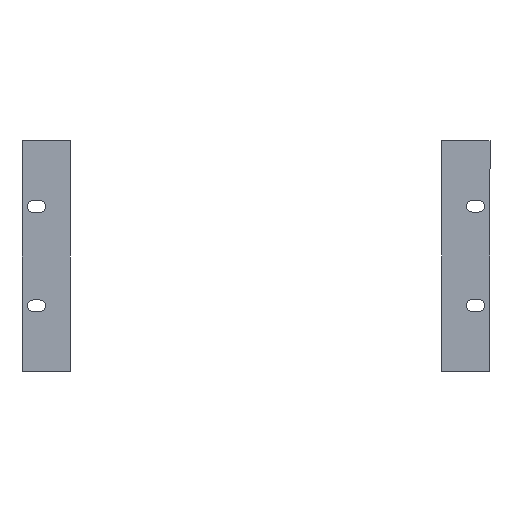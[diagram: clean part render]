
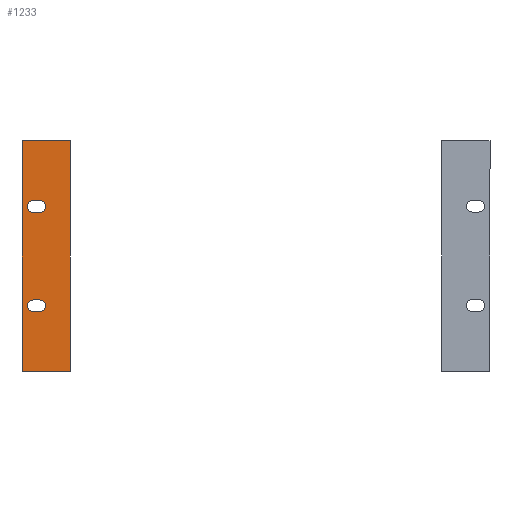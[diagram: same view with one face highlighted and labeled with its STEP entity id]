
A CAD part, left-side view. The second image highlights one B-rep face of the part: STEP entity #1233.
In plain terms, the highlighted planar face has unit normal (-1, 0, 0).
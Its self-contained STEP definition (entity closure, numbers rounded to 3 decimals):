
#65=LINE('',#1920,#183);
#109=LINE('',#2034,#227);
#113=LINE('',#2046,#231);
#117=LINE('',#2058,#235);
#121=LINE('',#2070,#239);
#137=LINE('',#2107,#255);
#139=LINE('',#2111,#257);
#140=LINE('',#2113,#258);
#183=VECTOR('',#1492,27.8);
#227=VECTOR('',#1612,3.5);
#231=VECTOR('',#1624,3.5);
#235=VECTOR('',#1636,3.5);
#239=VECTOR('',#1648,3.5);
#255=VECTOR('',#1692,132.7);
#257=VECTOR('',#1696,132.7);
#258=VECTOR('',#1699,27.8);
#299=PLANE('',#1349);
#315=FACE_BOUND('',#462,.T.);
#316=FACE_BOUND('',#463,.T.);
#383=FACE_OUTER_BOUND('',#461,.T.);
#461=EDGE_LOOP('',(#1125,#1126,#1127,#1128));
#462=EDGE_LOOP('',(#1129,#1130,#1131,#1132));
#463=EDGE_LOOP('',(#1133,#1134,#1135,#1136));
#507=CIRCLE('',#1324,3.4);
#509=CIRCLE('',#1328,3.4);
#511=CIRCLE('',#1332,3.4);
#513=CIRCLE('',#1336,3.4);
#579=VERTEX_POINT('',#1917);
#580=VERTEX_POINT('',#1919);
#611=VERTEX_POINT('',#2031);
#612=VERTEX_POINT('',#2033);
#614=VERTEX_POINT('',#2039);
#616=VERTEX_POINT('',#2045);
#619=VERTEX_POINT('',#2055);
#620=VERTEX_POINT('',#2057);
#622=VERTEX_POINT('',#2063);
#624=VERTEX_POINT('',#2069);
#631=VERTEX_POINT('',#2105);
#632=VERTEX_POINT('',#2109);
#708=EDGE_CURVE('',#580,#579,#65,.T.);
#764=EDGE_CURVE('',#612,#611,#109,.T.);
#767=EDGE_CURVE('',#614,#612,#507,.T.);
#770=EDGE_CURVE('',#616,#614,#113,.T.);
#773=EDGE_CURVE('',#611,#616,#509,.T.);
#776=EDGE_CURVE('',#620,#619,#117,.T.);
#779=EDGE_CURVE('',#622,#620,#511,.T.);
#782=EDGE_CURVE('',#624,#622,#121,.T.);
#785=EDGE_CURVE('',#619,#624,#513,.T.);
#801=EDGE_CURVE('',#580,#631,#137,.T.);
#803=EDGE_CURVE('',#579,#632,#139,.T.);
#804=EDGE_CURVE('',#632,#631,#140,.T.);
#1125=ORIENTED_EDGE('',*,*,#804,.T.);
#1126=ORIENTED_EDGE('',*,*,#801,.F.);
#1127=ORIENTED_EDGE('',*,*,#708,.T.);
#1128=ORIENTED_EDGE('',*,*,#803,.T.);
#1129=ORIENTED_EDGE('',*,*,#770,.T.);
#1130=ORIENTED_EDGE('',*,*,#767,.T.);
#1131=ORIENTED_EDGE('',*,*,#764,.T.);
#1132=ORIENTED_EDGE('',*,*,#773,.T.);
#1133=ORIENTED_EDGE('',*,*,#782,.T.);
#1134=ORIENTED_EDGE('',*,*,#779,.T.);
#1135=ORIENTED_EDGE('',*,*,#776,.T.);
#1136=ORIENTED_EDGE('',*,*,#785,.T.);
#1233=ADVANCED_FACE('',(#383,#315,#316),#299,.T.);
#1324=AXIS2_PLACEMENT_3D('',#2040,#1618,#1619);
#1328=AXIS2_PLACEMENT_3D('',#2050,#1630,#1631);
#1332=AXIS2_PLACEMENT_3D('',#2064,#1642,#1643);
#1336=AXIS2_PLACEMENT_3D('',#2074,#1654,#1655);
#1349=AXIS2_PLACEMENT_3D('',#2112,#1697,#1698);
#1492=DIRECTION('',(0.,-1.,0.));
#1612=DIRECTION('',(0.,-1.,0.));
#1618=DIRECTION('center_axis',(1.,0.,0.));
#1619=DIRECTION('ref_axis',(0.,1.,0.));
#1624=DIRECTION('',(0.,1.,0.));
#1630=DIRECTION('center_axis',(1.,0.,0.));
#1631=DIRECTION('ref_axis',(0.,1.,0.));
#1636=DIRECTION('',(0.,-1.,0.));
#1642=DIRECTION('center_axis',(1.,0.,0.));
#1643=DIRECTION('ref_axis',(0.,1.,0.));
#1648=DIRECTION('',(0.,1.,0.));
#1654=DIRECTION('center_axis',(1.,0.,0.));
#1655=DIRECTION('ref_axis',(0.,1.,0.));
#1692=DIRECTION('',(0.,0.,1.));
#1696=DIRECTION('',(0.,0.,1.));
#1697=DIRECTION('center_axis',(-1.,0.,0.));
#1698=DIRECTION('ref_axis',(0.,0.,1.));
#1699=DIRECTION('',(0.,1.,0.));
#1917=CARTESIAN_POINT('',(-1.5,-16.1,-66.25));
#1919=CARTESIAN_POINT('',(-1.5,11.7,-66.25));
#1920=CARTESIAN_POINT('',(-1.5,11.7,-66.25));
#2031=CARTESIAN_POINT('',(-1.5,1.6,31.975));
#2033=CARTESIAN_POINT('',(-1.5,5.1,31.975));
#2034=CARTESIAN_POINT('',(-1.5,5.1,31.975));
#2039=CARTESIAN_POINT('',(-1.5,5.1,25.175));
#2040=CARTESIAN_POINT('Origin',(-1.5,5.1,28.575));
#2045=CARTESIAN_POINT('',(-1.5,1.6,25.175));
#2046=CARTESIAN_POINT('',(-1.5,1.6,25.175));
#2050=CARTESIAN_POINT('Origin',(-1.5,1.6,28.575));
#2055=CARTESIAN_POINT('',(-1.5,1.6,-25.175));
#2057=CARTESIAN_POINT('',(-1.5,5.1,-25.175));
#2058=CARTESIAN_POINT('',(-1.5,5.1,-25.175));
#2063=CARTESIAN_POINT('',(-1.5,5.1,-31.975));
#2064=CARTESIAN_POINT('Origin',(-1.5,5.1,-28.575));
#2069=CARTESIAN_POINT('',(-1.5,1.6,-31.975));
#2070=CARTESIAN_POINT('',(-1.5,1.6,-31.975));
#2074=CARTESIAN_POINT('Origin',(-1.5,1.6,-28.575));
#2105=CARTESIAN_POINT('',(-1.5,11.7,66.45));
#2107=CARTESIAN_POINT('',(-1.5,11.7,-66.25));
#2109=CARTESIAN_POINT('',(-1.5,-16.1,66.45));
#2111=CARTESIAN_POINT('',(-1.5,-16.1,-66.25));
#2112=CARTESIAN_POINT('Origin',(-1.5,-11.7,-66.25));
#2113=CARTESIAN_POINT('',(-1.5,-16.1,66.45));
